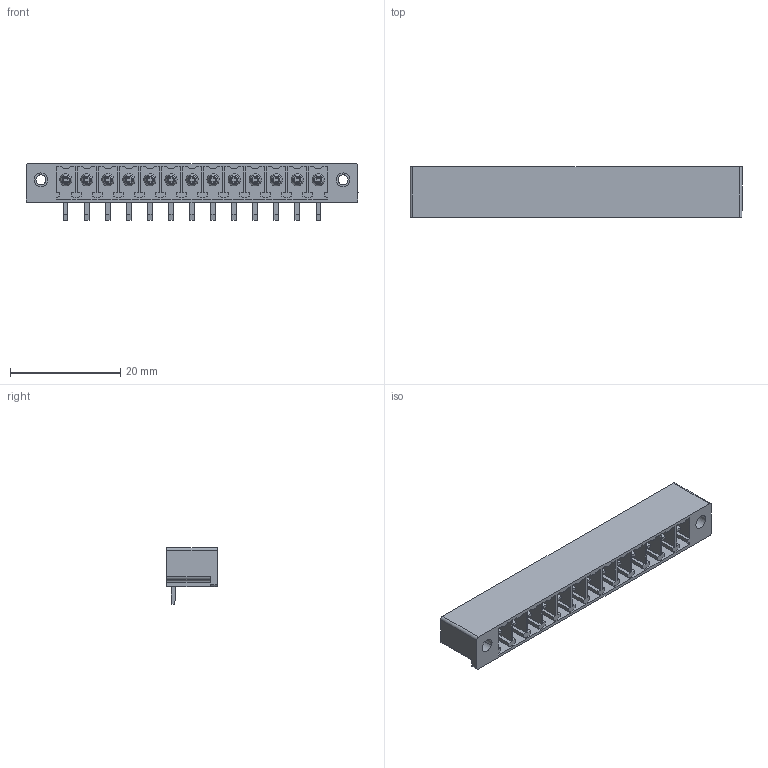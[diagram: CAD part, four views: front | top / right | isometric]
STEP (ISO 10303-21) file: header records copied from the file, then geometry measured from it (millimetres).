
FILE_DESCRIPTION(('CATIA V5 STEP Exchange','CAx-IF Rec.Pracs.--- Model Styling and Organization---1.2---2011-12-15'),'2;1');
FILE_NAME ('D1447398_0', '2018-10-12T07:21:23+00:00', ('none'), ('Weidmueller'), 'CATIA Version 5-6 Release 2014', 'CATIA V5 STEP AP214', 'none');
FILE_SCHEMA(('AUTOMOTIVE_DESIGN { 1 0 10303 214 1 1 1 1 }'));
Length unit declared in the file: millimetre
Products named in the file (1): 1037120000
Bounding box: 60.12 x 9.2 x 10.3 mm (x, y, z)
Volume: 1863.2 mm3; surface area: 5192.2 mm2
Topology: 14 solids, 14 shells, 870 faces, 2438 edges, 1624 vertices
Faces by surface type: plane 772, cylinder 42, cone 30, torus 26
Entity records: 24910 total; most frequent: ORIENTED_EDGE 4876, CARTESIAN_POINT 4429, DIRECTION 3152, EDGE_CURVE 2438, VECTOR 2246, LINE 2246, VERTEX_POINT 1624, EDGE_LOOP 928
